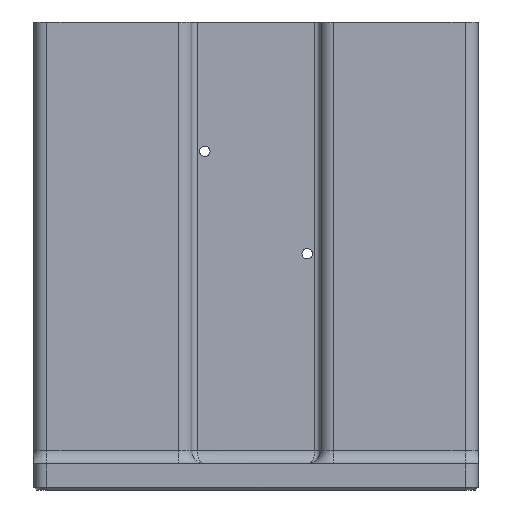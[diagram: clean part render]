
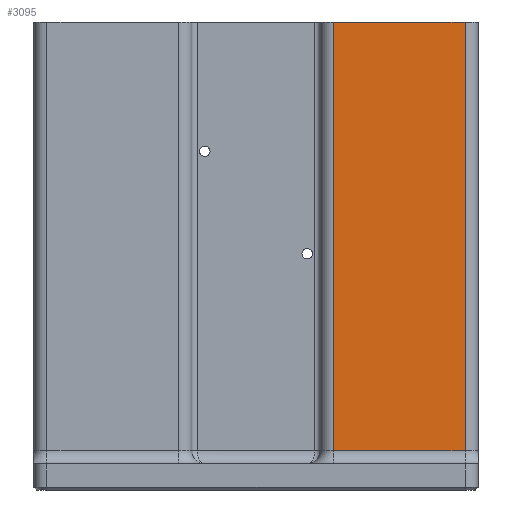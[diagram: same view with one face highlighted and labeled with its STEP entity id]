
A CAD part, left-side view. The second image highlights one B-rep face of the part: STEP entity #3095.
In plain terms, the highlighted planar face has unit normal (-1, 0, 0).
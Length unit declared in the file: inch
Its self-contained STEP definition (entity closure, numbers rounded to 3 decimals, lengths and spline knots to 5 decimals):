
#293=FACE_OUTER_BOUND('',#478,.T.);
#478=EDGE_LOOP('',(#2290,#2291,#2292,#2293));
#705=LINE('',#4648,#1019);
#774=LINE('',#4832,#1088);
#775=LINE('',#4836,#1089);
#776=LINE('',#4837,#1090);
#1019=VECTOR('',#3777,0.3937);
#1088=VECTOR('',#3902,0.3937);
#1089=VECTOR('',#3907,0.3937);
#1090=VECTOR('',#3908,0.3937);
#1321=VERTEX_POINT('',#4645);
#1322=VERTEX_POINT('',#4647);
#1389=VERTEX_POINT('',#4831);
#1390=VERTEX_POINT('',#4835);
#1636=EDGE_CURVE('',#1322,#1321,#705,.T.);
#1720=EDGE_CURVE('',#1322,#1389,#774,.T.);
#1722=EDGE_CURVE('',#1390,#1321,#775,.T.);
#1723=EDGE_CURVE('',#1389,#1390,#776,.T.);
#2290=ORIENTED_EDGE('',*,*,#1636,.T.);
#2291=ORIENTED_EDGE('',*,*,#1722,.F.);
#2292=ORIENTED_EDGE('',*,*,#1723,.F.);
#2293=ORIENTED_EDGE('',*,*,#1720,.F.);
#2810=PLANE('',#3324);
#3095=ADVANCED_FACE('',(#293),#2810,.T.);
#3324=AXIS2_PLACEMENT_3D('',#4834,#3905,#3906);
#3777=DIRECTION('',(0.,1.,0.));
#3902=DIRECTION('',(0.,0.,-1.));
#3905=DIRECTION('center_axis',(-1.,0.,0.));
#3906=DIRECTION('ref_axis',(0.,1.,0.));
#3907=DIRECTION('',(0.,0.,1.));
#3908=DIRECTION('',(0.,1.,0.));
#4645=CARTESIAN_POINT('',(-3.34646,-1.16424,-5.62943));
#4647=CARTESIAN_POINT('',(-3.34646,-3.14961,-5.62943));
#4648=CARTESIAN_POINT('',(-3.34646,-1.67323,-5.62943));
#4831=CARTESIAN_POINT('',(-3.34646,-3.14961,-12.08882));
#4832=CARTESIAN_POINT('',(-3.34646,-3.14961,-0.86835));
#4834=CARTESIAN_POINT('Origin',(-3.34646,-3.34646,-0.86835));
#4835=CARTESIAN_POINT('',(-3.34646,-1.16424,-12.08882));
#4836=CARTESIAN_POINT('',(-3.34646,-1.16424,-0.86835));
#4837=CARTESIAN_POINT('',(-3.34646,-1.67323,-12.08882));
